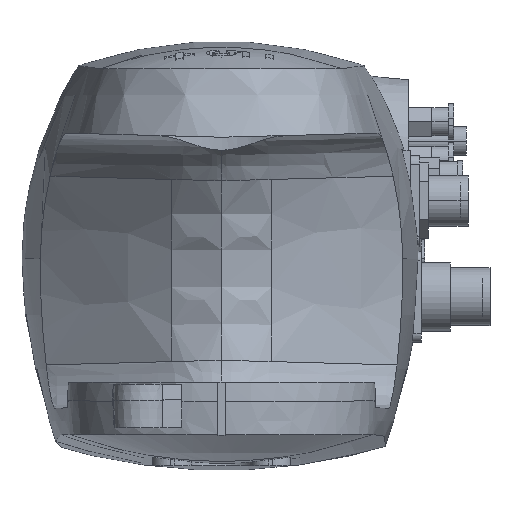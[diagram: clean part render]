
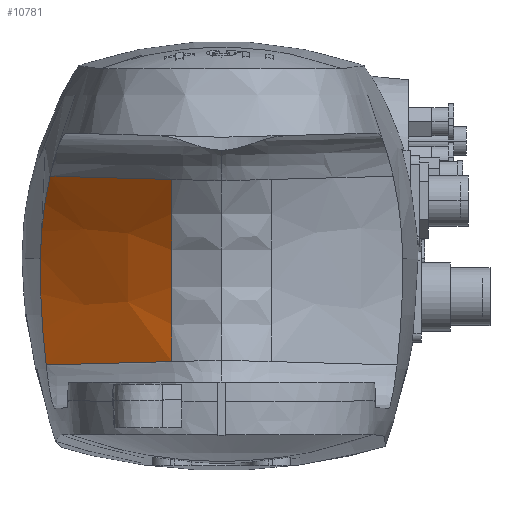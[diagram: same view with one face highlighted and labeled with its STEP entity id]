
A CAD part, front view. The second image highlights one B-rep face of the part: STEP entity #10781.
In plain terms, the highlighted free-form (B-spline) face has degree [3, 3] with [4, 4] control points.
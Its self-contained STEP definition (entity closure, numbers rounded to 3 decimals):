
#531=CARTESIAN_POINT('',(-48.346,74.012,-29.266));
#532=CARTESIAN_POINT('',(-48.727,74.949,-26.041));
#533=CARTESIAN_POINT('',(-49.366,76.377,-19.53));
#534=CARTESIAN_POINT('',(-49.907,77.199,-9.688));
#535=CARTESIAN_POINT('',(-49.976,76.846,-3.209));
#536=CARTESIAN_POINT('',(-49.941,76.457,
0.));
#547=CARTESIAN_POINT('',(-48.346,74.012,-29.266));
#859=CARTESIAN_POINT('',(-49.941,76.457,
0.));
#1572=CARTESIAN_POINT('',(-13.685,47.224,
-28.354));
#1584=CARTESIAN_POINT('',(-13.685,-22.,-11.));
#1585=DIRECTION('',(-1.,0.,0.));
#1586=DIRECTION('',(0.,0.888,0.46));
#1587=AXIS2_PLACEMENT_3D('',#1584,#1585,#1586);
#1612=CARTESIAN_POINT('',(-47.295,68.793,22.742));
#1613=CARTESIAN_POINT('',(-47.85,70.207,20.258));
#1614=CARTESIAN_POINT('',(-48.794,72.66,15.205));
#1615=CARTESIAN_POINT('',(-49.688,75.204,7.564));
#1616=CARTESIAN_POINT('',(-49.913,76.155,2.496));
#1617=CARTESIAN_POINT('',(-49.941,76.457,
0.));
#1619=CARTESIAN_POINT('',(-13.685,41.353,21.855));
#1620=CARTESIAN_POINT('',(-13.826,41.46,21.859));
#1621=CARTESIAN_POINT('',(-14.335,41.847,21.882));
#1622=CARTESIAN_POINT('',(-15.58,42.806,21.905));
#1623=CARTESIAN_POINT('',(-17.415,44.222,21.959));
#1624=CARTESIAN_POINT('',(-19.246,45.648,22.005));
#1625=CARTESIAN_POINT('',(-20.706,46.793,22.044));
#1626=CARTESIAN_POINT('',(-21.8,47.653,22.072));
#1627=CARTESIAN_POINT('',(-22.893,48.516,22.101));
#1628=CARTESIAN_POINT('',(-25.074,50.245,22.158));
#1629=CARTESIAN_POINT('',(-29.782,54.015,22.281));
#1630=CARTESIAN_POINT('',(-36.952,59.902,22.471));
#1631=CARTESIAN_POINT('',(-43.24,65.262,22.629));
#1632=CARTESIAN_POINT('',(-46.666,68.243,22.725));
#1633=CARTESIAN_POINT('',(-47.295,68.793,22.742));
#1635=CARTESIAN_POINT('',(-48.346,74.012,
-29.266));
#1636=CARTESIAN_POINT('',(-47.389,73.203,
-29.241));
#1637=CARTESIAN_POINT('',(-43.634,70.059,
-29.133));
#1638=CARTESIAN_POINT('',(-37.004,64.666,
-28.967));
#1639=CARTESIAN_POINT('',(-29.811,59.068,
-28.776));
#1640=CARTESIAN_POINT('',(-24.714,55.231,
-28.643));
#1641=CARTESIAN_POINT('',(-22.15,53.333,
-28.576));
#1642=CARTESIAN_POINT('',(-20.68,52.254,
-28.537));
#1643=CARTESIAN_POINT('',(-19.576,51.448,
-28.509));
#1644=CARTESIAN_POINT('',(-18.47,50.645,
-28.48));
#1645=CARTESIAN_POINT('',(-16.992,49.578,
-28.441));
#1646=CARTESIAN_POINT('',(-15.51,48.516,
-28.402));
#1647=CARTESIAN_POINT('',(-14.282,47.647,
-28.37));
#1648=CARTESIAN_POINT('',(-13.798,47.303,
-28.357));
#1649=CARTESIAN_POINT('',(-13.685,47.224,
-28.354));
#4493=VERTEX_POINT('',#859);
#4494=VERTEX_POINT('',#1612);
#4553=VERTEX_POINT('',#547);
#4694=VERTEX_POINT('',#1572);
#4702=VERTEX_POINT('',#1619);
#10757=CARTESIAN_POINT('',(-50.658,67.807,
32.24));
#10758=CARTESIAN_POINT('',(-38.55,58.101,
28.827));
#10759=CARTESIAN_POINT('',(-25.966,48.951,
25.609));
#10760=CARTESIAN_POINT('',(-12.934,40.376,
22.594));
#10761=CARTESIAN_POINT('',(-50.658,79.817,
9.6));
#10762=CARTESIAN_POINT('',(-38.55,68.621,
8.373));
#10763=CARTESIAN_POINT('',(-25.966,58.066,
7.216));
#10764=CARTESIAN_POINT('',(-12.934,48.175,
6.132));
#10765=CARTESIAN_POINT('',(-50.658,82.496,
-15.542));
#10766=CARTESIAN_POINT('',(-38.55,70.832,
-14.413));
#10767=CARTESIAN_POINT('',(-25.966,59.835,
-13.35));
#10768=CARTESIAN_POINT('',(-12.934,49.531,
-12.353));
#10769=CARTESIAN_POINT('',(-50.658,75.469,
-39.663));
#10770=CARTESIAN_POINT('',(-38.55,64.424,
-36.34));
#10771=CARTESIAN_POINT('',(-25.966,54.011,
-33.207));
#10772=CARTESIAN_POINT('',(-12.934,44.254,
-30.271));
#10773=(BOUNDED_SURFACE()B_SPLINE_SURFACE(3,3,((#10757,#10758,#10759,#10760),(
#10761,#10762,#10763,#10764),(#10765,#10766,#10767,#10768),(#10769,#10770,
#10771,#10772)),.UNSPECIFIED.,.F.,.F.,.F.)B_SPLINE_SURFACE_WITH_KNOTS((4,4),(4,
4),(0.,1.),(0.,1.),.UNSPECIFIED.)GEOMETRIC_REPRESENTATION_ITEM()RATIONAL_B_SPLINE_SURFACE(((1.037,1.036,1.036,
1.037),(0.988,0.988,0.988,
0.988),(0.988,0.988,0.988,
0.988),(1.037,1.036,1.036,
1.037)))REPRESENTATION_ITEM('')SURFACE());
#10774=ORIENTED_EDGE('',*,*,#7778,.T.);
#10775=ORIENTED_EDGE('',*,*,#8837,.F.);
#10776=ORIENTED_EDGE('',*,*,#10207,.F.);
#10777=ORIENTED_EDGE('',*,*,#10309,.T.);
#10778=ORIENTED_EDGE('',*,*,#10740,.F.);
#10779=EDGE_LOOP('',(#10774,#10775,#10776,#10777,#10778));
#10780=FACE_OUTER_BOUND('',#10779,.F.);
#10781=ADVANCED_FACE('',(#10780),#10773,.T.);
#537=B_SPLINE_CURVE_WITH_KNOTS('',3,(#531,#532,#533,#534,#535,#536),
.UNSPECIFIED.,.F.,.F.,(4,1,1,4),(0.,0.333,0.667,1.),
.UNSPECIFIED.);
#1588=CIRCLE('',#1587,71.365);
#1618=B_SPLINE_CURVE_WITH_KNOTS('',3,(#1612,#1613,#1614,#1615,#1616,#1617),
.UNSPECIFIED.,.F.,.F.,(4,1,1,4),(0.,0.333,0.667,1.),
.UNSPECIFIED.);
#1634=B_SPLINE_CURVE_WITH_KNOTS('',3,(#1619,#1620,#1621,#1622,#1623,#1624,#1625,
#1626,#1627,#1628,#1629,#1630,#1631,#1632,#1633),.UNSPECIFIED.,.F.,.F.,(4,1,1,1,
1,1,1,1,1,1,1,1,4),(0.,0.012,0.044,0.108,
0.173,0.205,0.237,0.269,
0.301,0.429,0.686,0.942,1.),
.UNSPECIFIED.);
#1650=B_SPLINE_CURVE_WITH_KNOTS('',3,(#1635,#1636,#1637,#1638,#1639,#1640,#1641,
#1642,#1643,#1644,#1645,#1646,#1647,#1648,#1649),.UNSPECIFIED.,.F.,.F.,(4,1,1,1,
1,1,1,1,1,1,1,1,4),(0.,0.086,0.335,0.585,
0.71,0.772,0.803,0.835,
0.866,0.897,0.959,0.991,1.),
.UNSPECIFIED.);
#7778=EDGE_CURVE('',#4553,#4493,#537,.T.);
#8837=EDGE_CURVE('',#4494,#4493,#1618,.T.);
#10207=EDGE_CURVE('',#4702,#4494,#1634,.T.);
#10309=EDGE_CURVE('',#4702,#4694,#1588,.T.);
#10740=EDGE_CURVE('',#4553,#4694,#1650,.T.);
